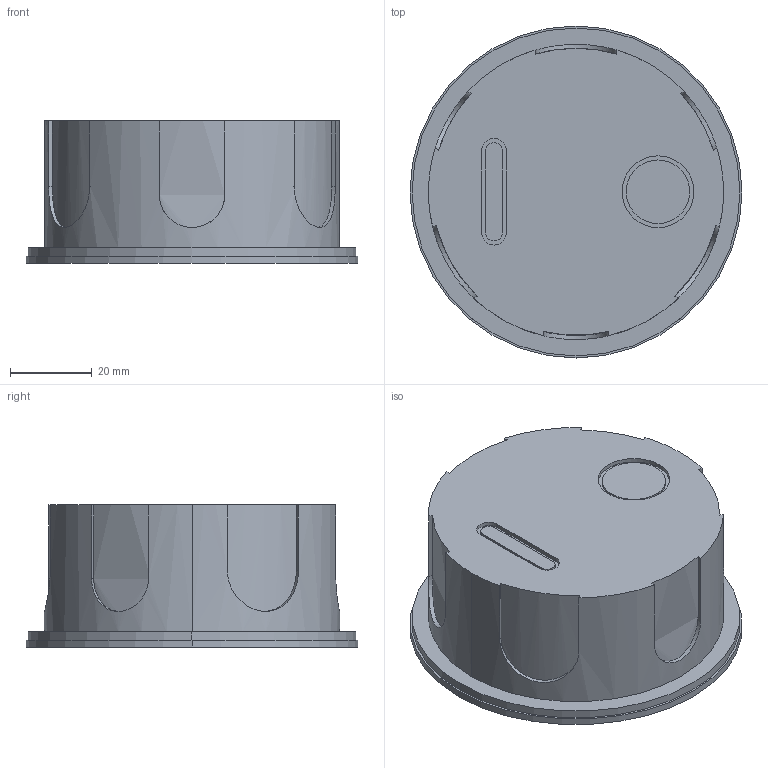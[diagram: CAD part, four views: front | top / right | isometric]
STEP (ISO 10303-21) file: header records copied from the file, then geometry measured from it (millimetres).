
FILE_DESCRIPTION (( 'STEP AP214' ), '1' );
FILE_NAME ('UKT01-070-030-000.STEP', '2021-12-08T13:56:39', ( '' ), ( '' ), 'SwSTEP 2.0', 'SolidWorks 2021', '' );
FILE_SCHEMA (( 'AUTOMOTIVE_DESIGN' ));
Length unit declared in the file: millimetre
Products named in the file (1): UKT01-070-030-000
Bounding box: 81 x 81 x 34.7 mm (x, y, z)
Volume: 29342 mm3; surface area: 38305.6 mm2
Topology: 2 solids, 2 shells, 128 faces, 338 edges, 220 vertices
Faces by surface type: bspline 45, plane 40, cylinder 22, cone 21
Entity records: 12908 total; most frequent: CARTESIAN_POINT 10008, ORIENTED_EDGE 672, DIRECTION 493, EDGE_CURVE 336, VERTEX_POINT 220, AXIS2_PLACEMENT_3D 186, EDGE_LOOP 136, ADVANCED_FACE 128
